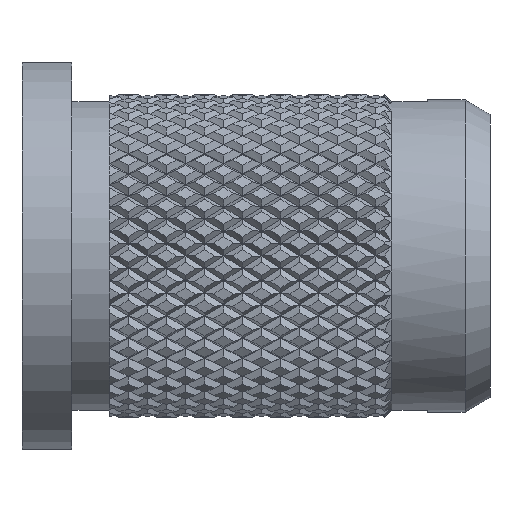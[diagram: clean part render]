
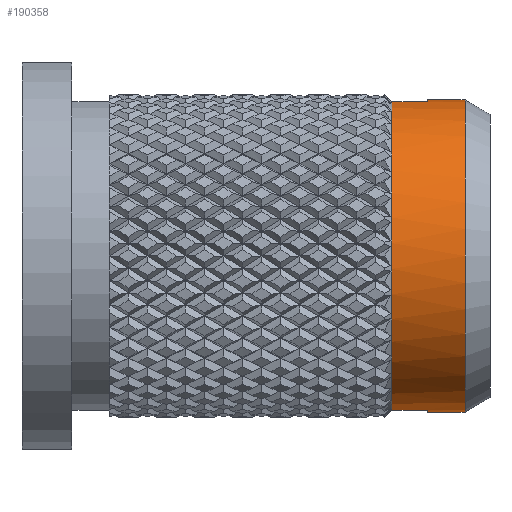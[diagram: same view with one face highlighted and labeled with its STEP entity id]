
A CAD part, left-side view. The second image highlights one B-rep face of the part: STEP entity #190358.
In plain terms, the highlighted cylindrical face has radius 3.175 mm (diameter 6.35 mm), a partial arc.
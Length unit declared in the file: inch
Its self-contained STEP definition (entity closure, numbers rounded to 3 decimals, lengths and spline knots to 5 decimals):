
#484 = EDGE_CURVE ( 'NONE', #206939, #213315, #204843, .T. ) ;
#15062 = VERTEX_POINT ( 'NONE', #151822 ) ;
#18545 = ORIENTED_EDGE ( 'NONE', *, *, #484, .T. ) ;
#18792 = LINE ( 'NONE', #40721, #260603 ) ;
#21516 = LINE ( 'NONE', #263809, #146141 ) ;
#28768 = VECTOR ( 'NONE', #128553, 39.37008 ) ;
#30052 = EDGE_CURVE ( 'NONE', #293156, #230939, #21516, .T. ) ;
#40721 = CARTESIAN_POINT ( 'NONE',  ( -0.01969, 0., -0.12344 ) ) ;
#51140 = DIRECTION ( 'NONE',  ( 0., 0., -1. ) ) ;
#53942 = VERTEX_POINT ( 'NONE', #57207 ) ;
#54119 = ORIENTED_EDGE ( 'NONE', *, *, #126688, .T. ) ;
#57207 = CARTESIAN_POINT ( 'NONE',  ( 0., 0.05, 0.125 ) ) ;
#67572 = EDGE_CURVE ( 'NONE', #53942, #213315, #131655, .T. ) ;
#68797 = DIRECTION ( 'NONE',  ( 0., -1., 0. ) ) ;
#69983 = DIRECTION ( 'NONE',  ( 0., 1., 0. ) ) ;
#86115 = EDGE_CURVE ( 'NONE', #230939, #250584, #291089, .T. ) ;
#88291 = DIRECTION ( 'NONE',  ( 0., -1., 0. ) ) ;
#89814 = CARTESIAN_POINT ( 'NONE',  ( 0., 0., 0. ) ) ;
#93387 = DIRECTION ( 'NONE',  ( 0., -1., 0. ) ) ;
#96614 = AXIS2_PLACEMENT_3D ( 'NONE', #179382, #155913, #252844 ) ;
#102140 = CARTESIAN_POINT ( 'NONE',  ( -0.01969, 0.05, 0.12344 ) ) ;
#103076 = CIRCLE ( 'NONE', #96614, 0.125 ) ;
#106024 = CARTESIAN_POINT ( 'NONE',  ( -0.01969, 0.05, -0.12344 ) ) ;
#126688 = EDGE_CURVE ( 'NONE', #201450, #15062, #103076, .T. ) ;
#128553 = DIRECTION ( 'NONE',  ( 0., -1., 0. ) ) ;
#129061 = DIRECTION ( 'NONE',  ( 0., 0., -1. ) ) ;
#130613 = DIRECTION ( 'NONE',  ( 0., 1., 0. ) ) ;
#131655 = LINE ( 'NONE', #295929, #28768 ) ;
#134947 = AXIS2_PLACEMENT_3D ( 'NONE', #155625, #130613, #129061 ) ;
#137546 = ORIENTED_EDGE ( 'NONE', *, *, #67572, .F. ) ;
#146141 = VECTOR ( 'NONE', #69983, 39.37008 ) ;
#151822 = CARTESIAN_POINT ( 'NONE',  ( 0., 0.05, -0.125 ) ) ;
#155625 = CARTESIAN_POINT ( 'NONE',  ( 0., 0.02, 0. ) ) ;
#155913 = DIRECTION ( 'NONE',  ( 0., -1., 0. ) ) ;
#159257 = CARTESIAN_POINT ( 'NONE',  ( -0.01969, 0.07874, 0.12344 ) ) ;
#161529 = ORIENTED_EDGE ( 'NONE', *, *, #30052, .T. ) ;
#169306 = EDGE_CURVE ( 'NONE', #250584, #201450, #18792, .T. ) ;
#175041 = CIRCLE ( 'NONE', #220092, 0.125 ) ;
#179382 = CARTESIAN_POINT ( 'NONE',  ( 0., 0.05, 0. ) ) ;
#182888 = CARTESIAN_POINT ( 'NONE',  ( 0., 0.02, 0.125 ) ) ;
#188830 = CARTESIAN_POINT ( 'NONE',  ( 0., 0.07874, 0. ) ) ;
#190033 = CARTESIAN_POINT ( 'NONE',  ( -0.01969, 0.07874, -0.12344 ) ) ;
#190358 = ADVANCED_FACE ( 'NONE', ( #207145 ), #302550, .T. ) ;
#195891 = AXIS2_PLACEMENT_3D ( 'NONE', #89814, #88291, #301027 ) ;
#198857 = CARTESIAN_POINT ( 'NONE',  ( 0., 0., -0.125 ) ) ;
#201450 = VERTEX_POINT ( 'NONE', #106024 ) ;
#201957 = LINE ( 'NONE', #198857, #275081 ) ;
#204843 = CIRCLE ( 'NONE', #134947, 0.125 ) ;
#206939 = VERTEX_POINT ( 'NONE', #244464 ) ;
#207145 = FACE_OUTER_BOUND ( 'NONE', #282376, .T. ) ;
#209735 = DIRECTION ( 'NONE',  ( 0., -1., 0. ) ) ;
#211269 = DIRECTION ( 'NONE',  ( 0., 0., -1. ) ) ;
#213315 = VERTEX_POINT ( 'NONE', #182888 ) ;
#220092 = AXIS2_PLACEMENT_3D ( 'NONE', #231666, #209735, #211269 ) ;
#230939 = VERTEX_POINT ( 'NONE', #159257 ) ;
#231666 = CARTESIAN_POINT ( 'NONE',  ( 0., 0.05, 0. ) ) ;
#240131 = ORIENTED_EDGE ( 'NONE', *, *, #296158, .T. ) ;
#244464 = CARTESIAN_POINT ( 'NONE',  ( 0., 0.02, -0.125 ) ) ;
#246508 = ORIENTED_EDGE ( 'NONE', *, *, #169306, .T. ) ;
#250584 = VERTEX_POINT ( 'NONE', #190033 ) ;
#252844 = DIRECTION ( 'NONE',  ( 0., 0., -1. ) ) ;
#260603 = VECTOR ( 'NONE', #68797, 39.37008 ) ;
#263809 = CARTESIAN_POINT ( 'NONE',  ( -0.01969, 0., 0.12344 ) ) ;
#275081 = VECTOR ( 'NONE', #275412, 39.37008 ) ;
#275412 = DIRECTION ( 'NONE',  ( 0., -1., 0. ) ) ;
#282376 = EDGE_LOOP ( 'NONE', ( #137546, #304477, #161529, #304114, #246508, #54119, #240131, #18545 ) ) ;
#291089 = CIRCLE ( 'NONE', #306016, 0.125 ) ;
#293156 = VERTEX_POINT ( 'NONE', #102140 ) ;
#295929 = CARTESIAN_POINT ( 'NONE',  ( 0., 0., 0.125 ) ) ;
#296158 = EDGE_CURVE ( 'NONE', #15062, #206939, #201957, .T. ) ;
#301027 = DIRECTION ( 'NONE',  ( 0., 0., -1. ) ) ;
#302550 = CYLINDRICAL_SURFACE ( 'NONE', #195891, 0.125 ) ;
#304114 = ORIENTED_EDGE ( 'NONE', *, *, #86115, .T. ) ;
#304477 = ORIENTED_EDGE ( 'NONE', *, *, #305951, .T. ) ;
#305951 = EDGE_CURVE ( 'NONE', #53942, #293156, #175041, .T. ) ;
#306016 = AXIS2_PLACEMENT_3D ( 'NONE', #188830, #93387, #51140 ) ;
